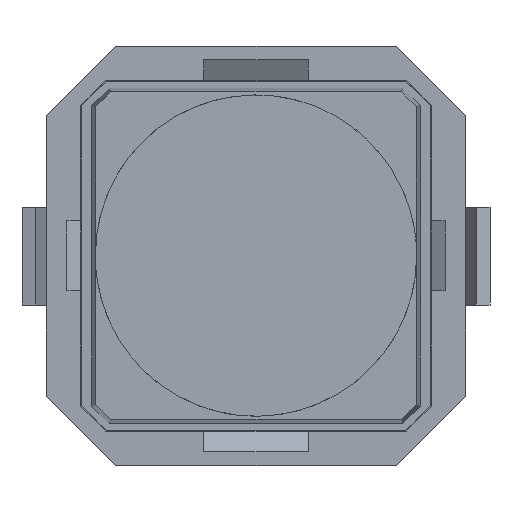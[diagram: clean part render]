
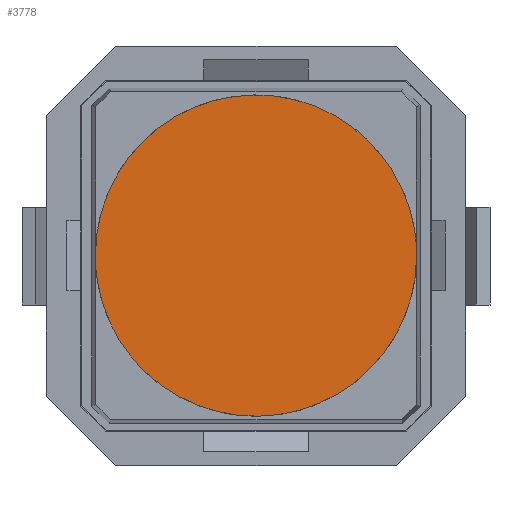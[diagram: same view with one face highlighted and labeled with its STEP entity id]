
A CAD part, top view. The second image highlights one B-rep face of the part: STEP entity #3778.
In plain terms, the highlighted planar face has unit normal (0, 0, 1).
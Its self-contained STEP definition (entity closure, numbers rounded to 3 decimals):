
#12 = CARTESIAN_POINT ( 'NONE',  ( 1.158, 2.01, 2.1 ) ) ;
#185 = CARTESIAN_POINT ( 'NONE',  ( -2.3, 0., 2.1 ) ) ;
#222 = PLANE ( 'NONE',  #2253 ) ;
#239 = DIRECTION ( 'NONE',  ( 0., 0., -1. ) ) ;
#324 = CARTESIAN_POINT ( 'NONE',  ( 1.158, -2.01, 2.1 ) ) ;
#471 = CARTESIAN_POINT ( 'NONE',  ( 1.839, 1.413, 2.1 ) ) ;
#771 = CARTESIAN_POINT ( 'NONE',  ( 0.301, -2.3, 2.1 ) ) ;
#905 = CARTESIAN_POINT ( 'NONE',  ( -2.24, 0.602, 2.1 ) ) ;
#925 = CARTESIAN_POINT ( 'NONE',  ( 2.24, 0.602, 2.1 ) ) ;
#1047 = VERTEX_POINT ( 'NONE', #185 ) ;
#1231 = CARTESIAN_POINT ( 'NONE',  ( -0.602, -2.24, 2.1 ) ) ;
#1358 = CARTESIAN_POINT ( 'NONE',  ( -1.839, 1.413, 2.1 ) ) ;
#1378 = CARTESIAN_POINT ( 'NONE',  ( 2.3, 0., 2.1 ) ) ;
#1685 = CARTESIAN_POINT ( 'NONE',  ( -1.413, -1.839, 2.1 ) ) ;
#1799 = ORIENTED_EDGE ( 'NONE', *, *, #1932, .F. ) ;
#1818 = CARTESIAN_POINT ( 'NONE',  ( -1.158, 2.01, 2.1 ) ) ;
#1932 = EDGE_CURVE ( 'NONE', #2171, #1047, #3552, .T. ) ;
#2011 = CARTESIAN_POINT ( 'NONE',  ( 2.3, 0., 2.1 ) ) ;
#2131 = CARTESIAN_POINT ( 'NONE',  ( 2.3, 0., 2.1 ) ) ;
#2152 = CARTESIAN_POINT ( 'NONE',  ( -2.01, -1.158, 2.1 ) ) ;
#2171 = VERTEX_POINT ( 'NONE', #2011 ) ;
#2253 = AXIS2_PLACEMENT_3D ( 'NONE', #2982, #239, #3478 ) ;
#2289 = CARTESIAN_POINT ( 'NONE',  ( -0.301, 2.3, 2.1 ) ) ;
#2419 = ORIENTED_EDGE ( 'NONE', *, *, #5109, .F. ) ;
#2591 = CARTESIAN_POINT ( 'NONE',  ( 2.01, -1.158, 2.1 ) ) ;
#2613 = CARTESIAN_POINT ( 'NONE',  ( -2.3, -0.301, 2.1 ) ) ;
#2726 = CARTESIAN_POINT ( 'NONE',  ( -2.3, 0.301, 2.1 ) ) ;
#2748 = CARTESIAN_POINT ( 'NONE',  ( 0.602, 2.24, 2.1 ) ) ;
#2982 = CARTESIAN_POINT ( 'NONE',  ( 0., 0., 2.1 ) ) ;
#3076 = CARTESIAN_POINT ( 'NONE',  ( 1.413, -1.839, 2.1 ) ) ;
#3235 = B_SPLINE_CURVE_WITH_KNOTS ( 'NONE', 3,
 ( #5500, #2726, #905, #4138, #1358, #4610, #1818, #5062, #2289, #5527, #2748, #12, #3241, #471, #3719, #925, #4162, #1378 ),
 .UNSPECIFIED., .F., .F.,
 ( 4, 2, 2, 2, 2, 2, 2, 2, 4 ),
 ( 0., 0.062, 0.125, 0.188, 0.25, 0.313, 0.375, 0.438, 0.5 ),
 .UNSPECIFIED. ) ;
#3241 = CARTESIAN_POINT ( 'NONE',  ( 1.413, 1.839, 2.1 ) ) ;
#3478 = DIRECTION ( 'NONE',  ( -1., 0., 0. ) ) ;
#3552 = B_SPLINE_CURVE_WITH_KNOTS ( 'NONE', 3,
 ( #2131, #4911, #5368, #2591, #5831, #3076, #324, #3568, #771, #4015, #1231, #4477, #1685, #4938, #2152, #5393, #2613, #5853 ),
 .UNSPECIFIED., .F., .F.,
 ( 4, 2, 2, 2, 2, 2, 2, 2, 4 ),
 ( 0.5, 0.563, 0.625, 0.688, 0.75, 0.813, 0.875, 0.938, 1. ),
 .UNSPECIFIED. ) ;
#3568 = CARTESIAN_POINT ( 'NONE',  ( 0.602, -2.24, 2.1 ) ) ;
#3719 = CARTESIAN_POINT ( 'NONE',  ( 2.01, 1.158, 2.1 ) ) ;
#3778 = ADVANCED_FACE ( 'NONE', ( #5792 ), #222, .F. ) ;
#4015 = CARTESIAN_POINT ( 'NONE',  ( -0.301, -2.3, 2.1 ) ) ;
#4029 = EDGE_LOOP ( 'NONE', ( #2419, #1799 ) ) ;
#4138 = CARTESIAN_POINT ( 'NONE',  ( -2.01, 1.158, 2.1 ) ) ;
#4162 = CARTESIAN_POINT ( 'NONE',  ( 2.3, 0.301, 2.1 ) ) ;
#4477 = CARTESIAN_POINT ( 'NONE',  ( -1.158, -2.01, 2.1 ) ) ;
#4610 = CARTESIAN_POINT ( 'NONE',  ( -1.413, 1.839, 2.1 ) ) ;
#4911 = CARTESIAN_POINT ( 'NONE',  ( 2.3, -0.301, 2.1 ) ) ;
#4938 = CARTESIAN_POINT ( 'NONE',  ( -1.839, -1.413, 2.1 ) ) ;
#5062 = CARTESIAN_POINT ( 'NONE',  ( -0.602, 2.24, 2.1 ) ) ;
#5109 = EDGE_CURVE ( 'NONE', #1047, #2171, #3235, .T. ) ;
#5368 = CARTESIAN_POINT ( 'NONE',  ( 2.24, -0.602, 2.1 ) ) ;
#5393 = CARTESIAN_POINT ( 'NONE',  ( -2.24, -0.602, 2.1 ) ) ;
#5500 = CARTESIAN_POINT ( 'NONE',  ( -2.3, 0., 2.1 ) ) ;
#5527 = CARTESIAN_POINT ( 'NONE',  ( 0.301, 2.3, 2.1 ) ) ;
#5792 = FACE_OUTER_BOUND ( 'NONE', #4029, .T. ) ;
#5831 = CARTESIAN_POINT ( 'NONE',  ( 1.839, -1.413, 2.1 ) ) ;
#5853 = CARTESIAN_POINT ( 'NONE',  ( -2.3, 0., 2.1 ) ) ;
